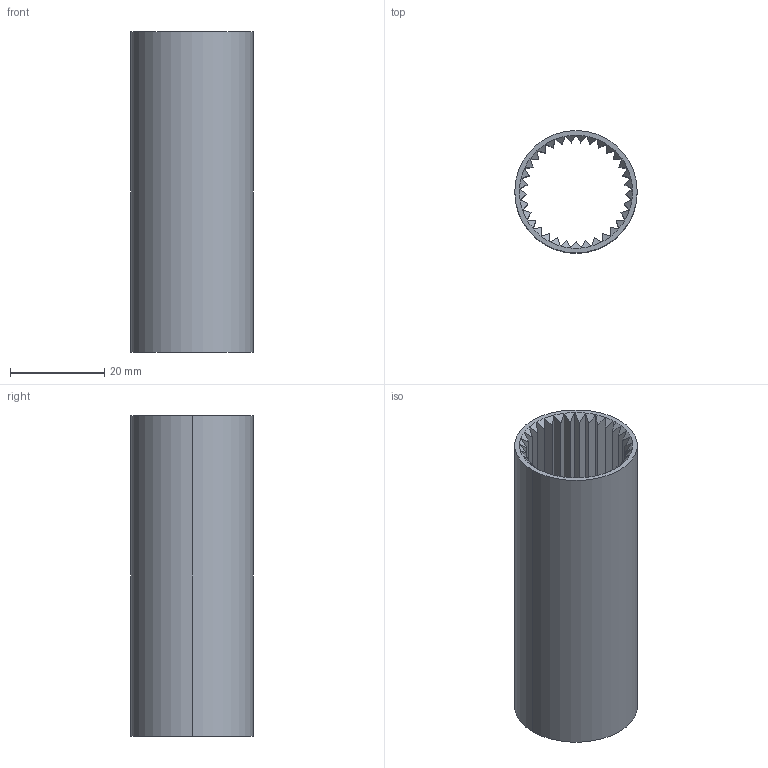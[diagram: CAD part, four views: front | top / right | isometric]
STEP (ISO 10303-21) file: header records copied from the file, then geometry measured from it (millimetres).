
FILE_DESCRIPTION (( 'STEP AP214' ), '1' );
FILE_NAME ('000076A.STEP', '2022-11-08T19:57:07', ( '' ), ( '' ), 'SwSTEP 2.0', 'SolidWorks 2014', '' );
FILE_SCHEMA (( 'AUTOMOTIVE_DESIGN' ));
Length unit declared in the file: millimetre
Products named in the file (1): 000076A
Bounding box: 26 x 26 x 68 mm (x, y, z)
Volume: 9169.2 mm3; surface area: 13953.3 mm2
Topology: 1 solids, 1 shells, 138 faces, 276 edges, 140 vertices
Faces by surface type: cone 68, plane 68, cylinder 2
Entity records: 3568 total; most frequent: CARTESIAN_POINT 957, ORIENTED_EDGE 552, DIRECTION 492, EDGE_CURVE 276, AXIS2_PLACEMENT_3D 211, EDGE_LOOP 140, VERTEX_POINT 140, FACE_OUTER_BOUND 138
